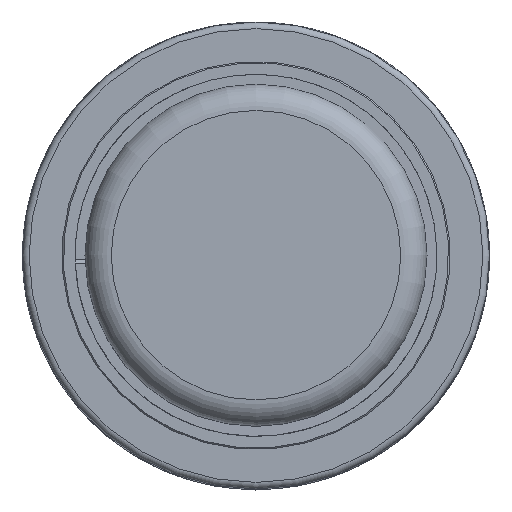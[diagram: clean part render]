
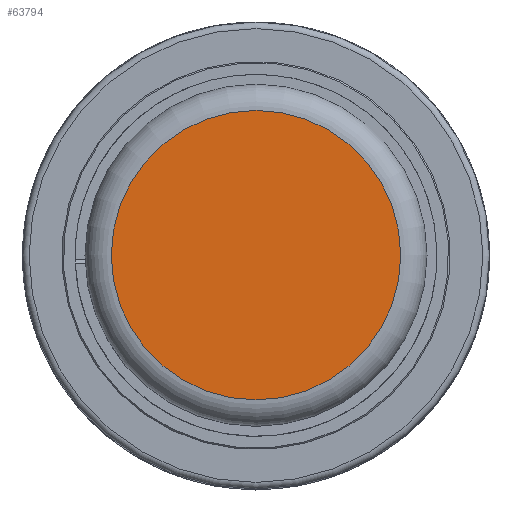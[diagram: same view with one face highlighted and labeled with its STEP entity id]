
A CAD part, top view. The second image highlights one B-rep face of the part: STEP entity #63794.
In plain terms, the highlighted planar face has unit normal (0, 0, 1).
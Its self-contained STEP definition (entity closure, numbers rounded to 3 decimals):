
#3569=PLANE('',#64360);
#3631=CIRCLE('',#64353,11.);
#7226=FACE_OUTER_BOUND('',#11218,.T.);
#11218=EDGE_LOOP('',(#56067));
#27693=VERTEX_POINT('',#257131);
#37158=EDGE_CURVE('',#27693,#27693,#3631,.T.);
#56067=ORIENTED_EDGE('',*,*,#37158,.F.);
#63794=ADVANCED_FACE('',(#7226),#3569,.F.);
#64353=AXIS2_PLACEMENT_3D('',#257132,#66165,#66166);
#64360=AXIS2_PLACEMENT_3D('',#257144,#66180,#66181);
#66165=DIRECTION('center_axis',(0.,0.,-1.));
#66166=DIRECTION('ref_axis',(1.,0.,0.));
#66180=DIRECTION('center_axis',(0.,0.,-1.));
#66181=DIRECTION('ref_axis',(-1.,0.,0.));
#257131=CARTESIAN_POINT('',(-11.,0.,50.));
#257132=CARTESIAN_POINT('Origin',(0.,0.,50.));
#257144=CARTESIAN_POINT('Origin',(0.,0.,50.));
